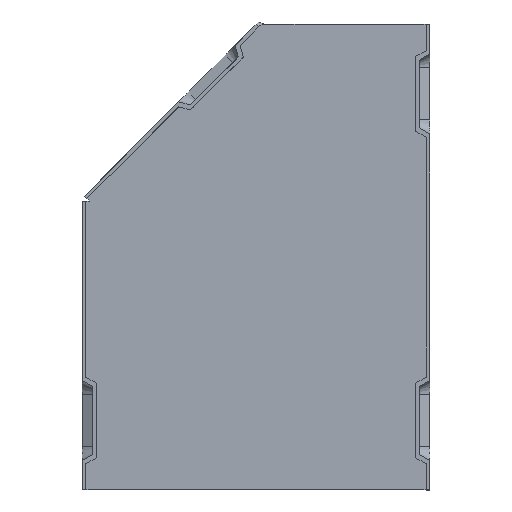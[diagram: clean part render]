
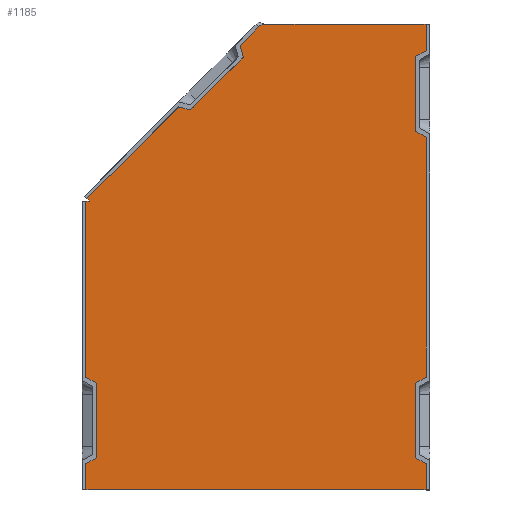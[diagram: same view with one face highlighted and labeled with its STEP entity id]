
A CAD part, front view. The second image highlights one B-rep face of the part: STEP entity #1185.
In plain terms, the highlighted planar face has unit normal (0, -1, 0).
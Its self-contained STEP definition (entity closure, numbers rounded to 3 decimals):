
#18=B_SPLINE_CURVE_WITH_KNOTS('',3,(#1948,#1949,#1950,#1951,#1952,#1953,
#1954,#1955,#1956,#1957),.UNSPECIFIED.,.F.,.F.,(4,2,2,2,4),(-0.266,
-0.245,-0.173,-0.103,-0.09),
 .UNSPECIFIED.);
#72=FACE_OUTER_BOUND('',#129,.T.);
#129=EDGE_LOOP('',(#951,#952,#953,#954,#955,#956,#957,#958,#959,#960,#961));
#168=LINE('',#1689,#298);
#195=LINE('',#1754,#325);
#235=LINE('',#1869,#365);
#259=LINE('',#1935,#389);
#262=LINE('',#1940,#392);
#263=LINE('',#1942,#393);
#264=LINE('',#1943,#394);
#265=LINE('',#1945,#395);
#266=LINE('',#1947,#396);
#267=LINE('',#1958,#397);
#298=VECTOR('',#1375,10.);
#325=VECTOR('',#1426,10.);
#365=VECTOR('',#1506,10.);
#389=VECTOR('',#1564,10.);
#392=VECTOR('',#1569,10.);
#393=VECTOR('',#1570,10.);
#394=VECTOR('',#1571,10.);
#395=VECTOR('',#1572,10.);
#396=VECTOR('',#1573,10.);
#397=VECTOR('',#1574,10.);
#465=VERTEX_POINT('',#1686);
#466=VERTEX_POINT('',#1688);
#491=VERTEX_POINT('',#1751);
#492=VERTEX_POINT('',#1753);
#530=VERTEX_POINT('',#1866);
#531=VERTEX_POINT('',#1868);
#546=VERTEX_POINT('',#1934);
#547=VERTEX_POINT('',#1939);
#548=VERTEX_POINT('',#1941);
#549=VERTEX_POINT('',#1944);
#550=VERTEX_POINT('',#1946);
#582=EDGE_CURVE('',#466,#465,#168,.T.);
#614=EDGE_CURVE('',#492,#491,#195,.T.);
#666=EDGE_CURVE('',#531,#530,#235,.T.);
#696=EDGE_CURVE('',#546,#531,#259,.T.);
#699=EDGE_CURVE('',#547,#530,#262,.T.);
#700=EDGE_CURVE('',#548,#547,#263,.T.);
#701=EDGE_CURVE('',#548,#466,#264,.T.);
#702=EDGE_CURVE('',#549,#465,#265,.T.);
#703=EDGE_CURVE('',#550,#549,#266,.T.);
#704=EDGE_CURVE('',#550,#492,#18,.T.);
#705=EDGE_CURVE('',#546,#491,#267,.T.);
#951=ORIENTED_EDGE('',*,*,#696,.T.);
#952=ORIENTED_EDGE('',*,*,#666,.T.);
#953=ORIENTED_EDGE('',*,*,#699,.F.);
#954=ORIENTED_EDGE('',*,*,#700,.F.);
#955=ORIENTED_EDGE('',*,*,#701,.T.);
#956=ORIENTED_EDGE('',*,*,#582,.T.);
#957=ORIENTED_EDGE('',*,*,#702,.F.);
#958=ORIENTED_EDGE('',*,*,#703,.F.);
#959=ORIENTED_EDGE('',*,*,#704,.T.);
#960=ORIENTED_EDGE('',*,*,#614,.T.);
#961=ORIENTED_EDGE('',*,*,#705,.F.);
#1072=PLANE('',#1296);
#1185=ADVANCED_FACE('',(#72),#1072,.F.);
#1296=AXIS2_PLACEMENT_3D('',#1938,#1567,#1568);
#1375=DIRECTION('',(0.,0.,1.));
#1426=DIRECTION('',(-0.707,0.,-0.707));
#1506=DIRECTION('',(0.,0.,-1.));
#1564=DIRECTION('',(-1.,0.,0.));
#1567=DIRECTION('center_axis',(0.,1.,0.));
#1568=DIRECTION('ref_axis',(0.,0.,1.));
#1569=DIRECTION('',(-1.,0.,0.));
#1570=DIRECTION('',(-1.,0.,0.));
#1571=DIRECTION('',(1.,0.,0.));
#1572=DIRECTION('',(1.,0.,0.));
#1573=DIRECTION('',(1.,0.,0.));
#1574=DIRECTION('',(-0.707,0.,0.707));
#1686=CARTESIAN_POINT('',(-1.,-1.,0.));
#1688=CARTESIAN_POINT('',(-1.,-1.,-134.));
#1689=CARTESIAN_POINT('',(-1.,-1.,-69.827));
#1751=CARTESIAN_POINT('',(-98.707,-1.,-50.121));
#1753=CARTESIAN_POINT('',(-48.586,-1.,0.));
#1754=CARTESIAN_POINT('',(-78.467,-1.,-29.881));
#1866=CARTESIAN_POINT('',(-99.,-1.,-134.));
#1868=CARTESIAN_POINT('',(-99.,-1.,-50.828));
#1869=CARTESIAN_POINT('',(-99.,-1.,-82.534));
#1934=CARTESIAN_POINT('',(-98.,-1.,-50.828));
#1935=CARTESIAN_POINT('',(-72.241,-1.,-50.828));
#1938=CARTESIAN_POINT('Origin',(-45.482,-1.,-72.653));
#1939=CARTESIAN_POINT('',(-98.,-1.,-134.));
#1940=CARTESIAN_POINT('',(-72.741,-1.,-134.));
#1941=CARTESIAN_POINT('',(-2.,-1.,-134.));
#1942=CARTESIAN_POINT('',(0.,-1.,-134.));
#1943=CARTESIAN_POINT('',(-72.741,-1.,-134.));
#1944=CARTESIAN_POINT('',(-2.,-1.,0.));
#1945=CARTESIAN_POINT('',(-22.741,-1.,0.));
#1946=CARTESIAN_POINT('',(-47.172,-1.,0.));
#1947=CARTESIAN_POINT('',(-50.,-1.,0.));
#1948=CARTESIAN_POINT('Ctrl Pts',(-47.172,-1.,0.));
#1949=CARTESIAN_POINT('Ctrl Pts',(-47.227,-1.,-0.007));
#1950=CARTESIAN_POINT('Ctrl Pts',(-47.282,-1.,-0.013));
#1951=CARTESIAN_POINT('Ctrl Pts',(-47.532,-1.,-0.042));
#1952=CARTESIAN_POINT('Ctrl Pts',(-47.725,-1.,-0.061));
#1953=CARTESIAN_POINT('Ctrl Pts',(-48.111,-1.,-0.067));
#1954=CARTESIAN_POINT('Ctrl Pts',(-48.296,-1.,
-0.054));
#1955=CARTESIAN_POINT('Ctrl Pts',(-48.518,-1.,-0.014));
#1956=CARTESIAN_POINT('Ctrl Pts',(-48.552,-1.,-0.008));
#1957=CARTESIAN_POINT('Ctrl Pts',(-48.586,-1.,0.));
#1958=CARTESIAN_POINT('',(-80.121,-1.,-68.707));
